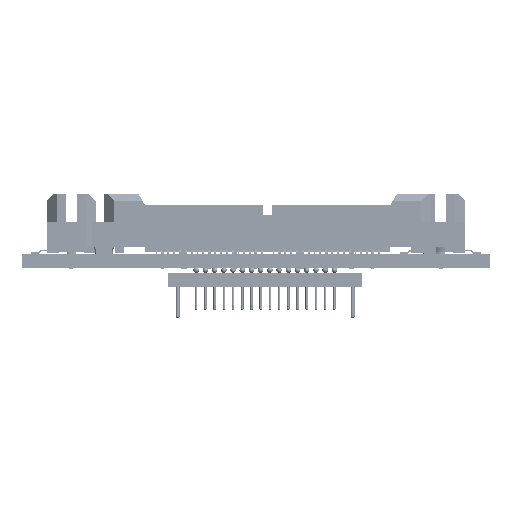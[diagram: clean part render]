
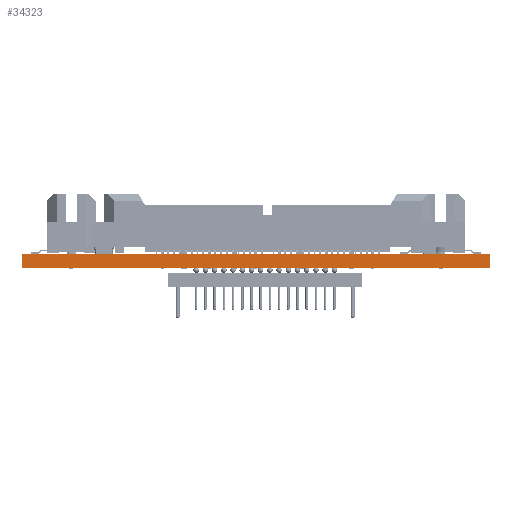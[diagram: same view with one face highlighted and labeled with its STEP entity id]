
A CAD part, front view. The second image highlights one B-rep face of the part: STEP entity #34323.
In plain terms, the highlighted planar face has unit normal (0, -1, 0).
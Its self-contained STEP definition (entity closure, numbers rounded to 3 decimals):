
#1114=LINE('',#62473,#3344);
#1116=LINE('',#62477,#3346);
#1117=LINE('',#62479,#3347);
#1118=LINE('',#62480,#3348);
#3344=VECTOR('',#45501,1.575);
#3346=VECTOR('',#45505,50.8);
#3347=VECTOR('',#45506,1.575);
#3348=VECTOR('',#45507,50.8);
#5571=PLANE('',#40395);
#8594=FACE_OUTER_BOUND('',#10872,.T.);
#10872=EDGE_LOOP('',(#24817,#24818,#24819,#24820));
#17087=VERTEX_POINT('',#62470);
#17088=VERTEX_POINT('',#62472);
#17089=VERTEX_POINT('',#62476);
#17090=VERTEX_POINT('',#62478);
#20471=EDGE_CURVE('',#17088,#17087,#1114,.T.);
#20473=EDGE_CURVE('',#17087,#17089,#1116,.T.);
#20474=EDGE_CURVE('',#17090,#17089,#1117,.T.);
#20475=EDGE_CURVE('',#17088,#17090,#1118,.T.);
#24817=ORIENTED_EDGE('',*,*,#20473,.T.);
#24818=ORIENTED_EDGE('',*,*,#20474,.F.);
#24819=ORIENTED_EDGE('',*,*,#20475,.F.);
#24820=ORIENTED_EDGE('',*,*,#20471,.T.);
#34323=ADVANCED_FACE('',(#8594),#5571,.T.);
#40395=AXIS2_PLACEMENT_3D('',#62475,#45503,#45504);
#45501=DIRECTION('',(0.,0.,1.));
#45503=DIRECTION('center_axis',(0.,-1.,0.));
#45504=DIRECTION('ref_axis',(0.,0.,-1.));
#45505=DIRECTION('',(-1.,0.,0.));
#45506=DIRECTION('',(0.,0.,1.));
#45507=DIRECTION('',(-1.,0.,0.));
#62470=CARTESIAN_POINT('',(50.8,0.,1.575));
#62472=CARTESIAN_POINT('',(50.8,0.,0.));
#62473=CARTESIAN_POINT('',(50.8,0.,0.));
#62475=CARTESIAN_POINT('Origin',(50.8,0.,0.));
#62476=CARTESIAN_POINT('',(0.,0.,1.575));
#62477=CARTESIAN_POINT('',(50.8,0.,1.575));
#62478=CARTESIAN_POINT('',(0.,0.,0.));
#62479=CARTESIAN_POINT('',(0.,0.,0.));
#62480=CARTESIAN_POINT('',(50.8,0.,0.));
